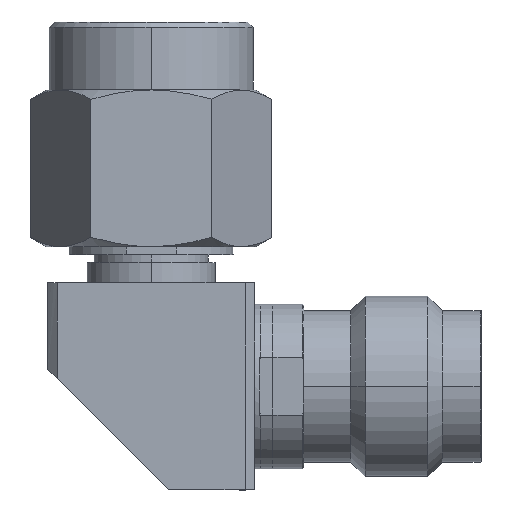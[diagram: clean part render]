
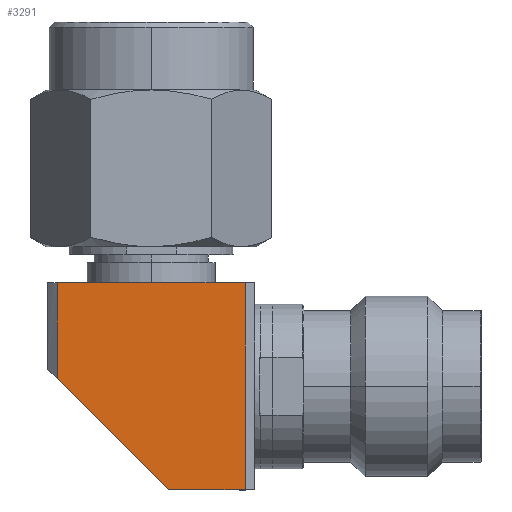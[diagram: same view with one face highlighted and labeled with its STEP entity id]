
A CAD part, top view. The second image highlights one B-rep face of the part: STEP entity #3291.
In plain terms, the highlighted face is planar.
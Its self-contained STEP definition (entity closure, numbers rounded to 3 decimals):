
#63 = LINE ( 'NONE', #368, #1206 ) ;
#210 = VECTOR ( 'NONE', #2320, 1000. ) ;
#306 = LINE ( 'NONE', #1249, #3598 ) ;
#322 = VERTEX_POINT ( 'NONE', #1446 ) ;
#368 = CARTESIAN_POINT ( 'NONE',  ( -3.96, 0., -3.96 ) ) ;
#643 = DIRECTION ( 'NONE',  ( -1., 0., 0. ) ) ;
#649 = EDGE_LOOP ( 'NONE', ( #1955, #3039, #2328, #863, #1394 ) ) ;
#678 = CARTESIAN_POINT ( 'NONE',  ( 0., 0., -3.96 ) ) ;
#829 = VERTEX_POINT ( 'NONE', #2599 ) ;
#863 = ORIENTED_EDGE ( 'NONE', *, *, #1451, .F. ) ;
#1084 = LINE ( 'NONE', #3453, #3935 ) ;
#1206 = VECTOR ( 'NONE', #2661, 1000. ) ;
#1249 = CARTESIAN_POINT ( 'NONE',  ( 0., -3.597, -3.96 ) ) ;
#1263 = FACE_OUTER_BOUND ( 'NONE', #649, .T. ) ;
#1323 = VERTEX_POINT ( 'NONE', #2038 ) ;
#1394 = ORIENTED_EDGE ( 'NONE', *, *, #1767, .F. ) ;
#1446 = CARTESIAN_POINT ( 'NONE',  ( -3.96, 3.597, -3.96 ) ) ;
#1451 = EDGE_CURVE ( 'NONE', #3888, #829, #306, .T. ) ;
#1714 = VERTEX_POINT ( 'NONE', #3656 ) ;
#1767 = EDGE_CURVE ( 'NONE', #1323, #3888, #1084, .T. ) ;
#1768 = DIRECTION ( 'NONE',  ( 0.707, -0.707, 0. ) ) ;
#1856 = CARTESIAN_POINT ( 'NONE',  ( 0.297, -3.597, -3.96 ) ) ;
#1955 = ORIENTED_EDGE ( 'NONE', *, *, #4160, .F. ) ;
#2038 = CARTESIAN_POINT ( 'NONE',  ( -3.96, 0.66, -3.96 ) ) ;
#2280 = LINE ( 'NONE', #2603, #2851 ) ;
#2320 = DIRECTION ( 'NONE',  ( 0., 1., 0. ) ) ;
#2328 = ORIENTED_EDGE ( 'NONE', *, *, #3287, .F. ) ;
#2543 = AXIS2_PLACEMENT_3D ( 'NONE', #678, #4230, #2956 ) ;
#2599 = CARTESIAN_POINT ( 'NONE',  ( 3.96, -3.597, -3.96 ) ) ;
#2603 = CARTESIAN_POINT ( 'NONE',  ( 0., 3.597, -3.96 ) ) ;
#2661 = DIRECTION ( 'NONE',  ( 0., -1., 0. ) ) ;
#2851 = VECTOR ( 'NONE', #643, 1000. ) ;
#2942 = EDGE_CURVE ( 'NONE', #1714, #322, #2280, .T. ) ;
#2956 = DIRECTION ( 'NONE',  ( 1., 0., 0. ) ) ;
#3019 = LINE ( 'NONE', #3962, #210 ) ;
#3039 = ORIENTED_EDGE ( 'NONE', *, *, #2942, .F. ) ;
#3225 = DIRECTION ( 'NONE',  ( 1., 0., 0. ) ) ;
#3281 = PLANE ( 'NONE',  #2543 ) ;
#3287 = EDGE_CURVE ( 'NONE', #829, #1714, #3019, .T. ) ;
#3291 = ADVANCED_FACE ( 'NONE', ( #1263 ), #3281, .F. ) ;
#3453 = CARTESIAN_POINT ( 'NONE',  ( -3.96, 0.66, -3.96 ) ) ;
#3598 = VECTOR ( 'NONE', #3225, 1000. ) ;
#3656 = CARTESIAN_POINT ( 'NONE',  ( 3.96, 3.597, -3.96 ) ) ;
#3888 = VERTEX_POINT ( 'NONE', #1856 ) ;
#3935 = VECTOR ( 'NONE', #1768, 1000. ) ;
#3962 = CARTESIAN_POINT ( 'NONE',  ( 3.96, -3.96, -3.96 ) ) ;
#4160 = EDGE_CURVE ( 'NONE', #322, #1323, #63, .T. ) ;
#4230 = DIRECTION ( 'NONE',  ( 0., 0., 1. ) ) ;
